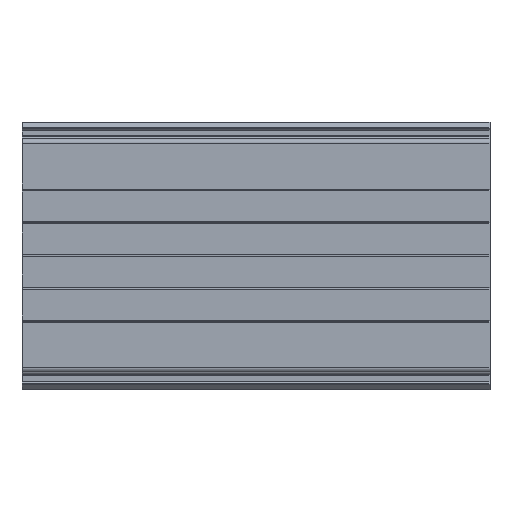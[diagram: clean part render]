
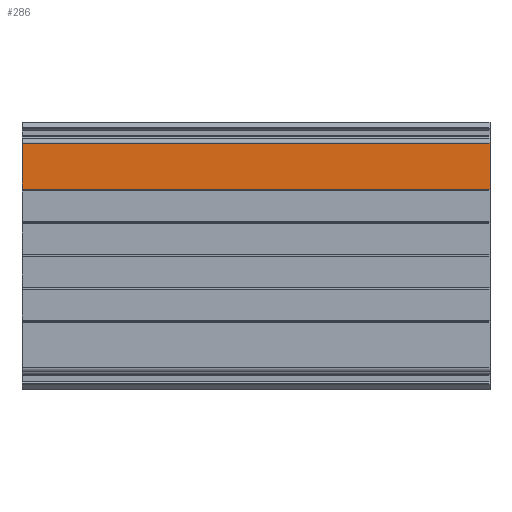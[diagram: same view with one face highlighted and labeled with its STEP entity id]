
A CAD part, left-side view. The second image highlights one B-rep face of the part: STEP entity #286.
In plain terms, the highlighted planar face has unit normal (-1, 0, 0).
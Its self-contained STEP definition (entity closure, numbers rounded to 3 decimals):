
#59 = VERTEX_POINT ( 'NONE', #251 ) ;
#74 = FACE_OUTER_BOUND ( 'NONE', #794, .T. ) ;
#155 = EDGE_CURVE ( 'NONE', #59, #1219, #1021, .T. ) ;
#251 = CARTESIAN_POINT ( 'NONE',  ( 0., 200., 48. ) ) ;
#286 = ADVANCED_FACE ( 'NONE', ( #74 ), #3771, .T. ) ;
#330 = CARTESIAN_POINT ( 'NONE',  ( 0., 0., 48. ) ) ;
#364 = EDGE_CURVE ( 'NONE', #2438, #2142, #1295, .T. ) ;
#387 = DIRECTION ( 'NONE',  ( -1., 0., 0. ) ) ;
#429 = DIRECTION ( 'NONE',  ( 0., -1., 0. ) ) ;
#465 = LINE ( 'NONE', #3093, #2278 ) ;
#516 = VECTOR ( 'NONE', #1303, 1000. ) ;
#705 = CARTESIAN_POINT ( 'NONE',  ( 0., 0., 28.4 ) ) ;
#794 = EDGE_LOOP ( 'NONE', ( #2714, #3225, #3708, #2041 ) ) ;
#1021 = LINE ( 'NONE', #330, #1252 ) ;
#1219 = VERTEX_POINT ( 'NONE', #3402 ) ;
#1252 = VECTOR ( 'NONE', #2728, 1000. ) ;
#1295 = LINE ( 'NONE', #705, #1582 ) ;
#1303 = DIRECTION ( 'NONE',  ( 0., 0., 1. ) ) ;
#1582 = VECTOR ( 'NONE', #429, 1000. ) ;
#1633 = CARTESIAN_POINT ( 'NONE',  ( 0., 0., 28.4 ) ) ;
#1896 = DIRECTION ( 'NONE',  ( 0., 0., 1. ) ) ;
#1986 = LINE ( 'NONE', #1633, #516 ) ;
#2041 = ORIENTED_EDGE ( 'NONE', *, *, #364, .T. ) ;
#2142 = VERTEX_POINT ( 'NONE', #2149 ) ;
#2149 = CARTESIAN_POINT ( 'NONE',  ( 0., 0., 28.4 ) ) ;
#2200 = CARTESIAN_POINT ( 'NONE',  ( 0., 0., 28.4 ) ) ;
#2268 = EDGE_CURVE ( 'NONE', #2142, #1219, #1986, .T. ) ;
#2278 = VECTOR ( 'NONE', #2739, 1000. ) ;
#2438 = VERTEX_POINT ( 'NONE', #2611 ) ;
#2541 = AXIS2_PLACEMENT_3D ( 'NONE', #2200, #387, #1896 ) ;
#2611 = CARTESIAN_POINT ( 'NONE',  ( 0., 200., 28.4 ) ) ;
#2691 = EDGE_CURVE ( 'NONE', #2438, #59, #465, .T. ) ;
#2714 = ORIENTED_EDGE ( 'NONE', *, *, #2268, .T. ) ;
#2728 = DIRECTION ( 'NONE',  ( 0., -1., 0. ) ) ;
#2739 = DIRECTION ( 'NONE',  ( 0., 0., 1. ) ) ;
#3093 = CARTESIAN_POINT ( 'NONE',  ( 0., 200., -0.19 ) ) ;
#3225 = ORIENTED_EDGE ( 'NONE', *, *, #155, .F. ) ;
#3402 = CARTESIAN_POINT ( 'NONE',  ( 0., 0., 48. ) ) ;
#3708 = ORIENTED_EDGE ( 'NONE', *, *, #2691, .F. ) ;
#3771 = PLANE ( 'NONE',  #2541 ) ;
